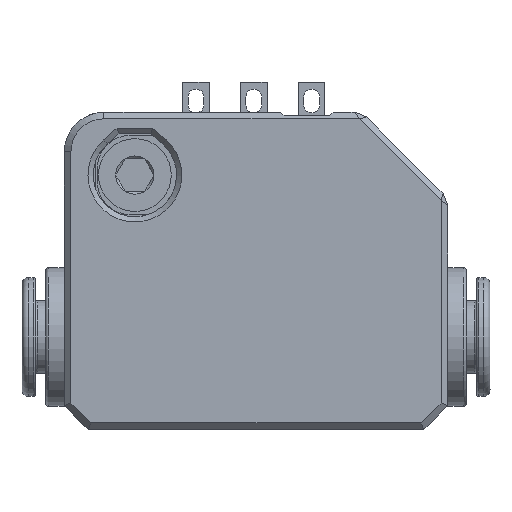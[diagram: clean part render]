
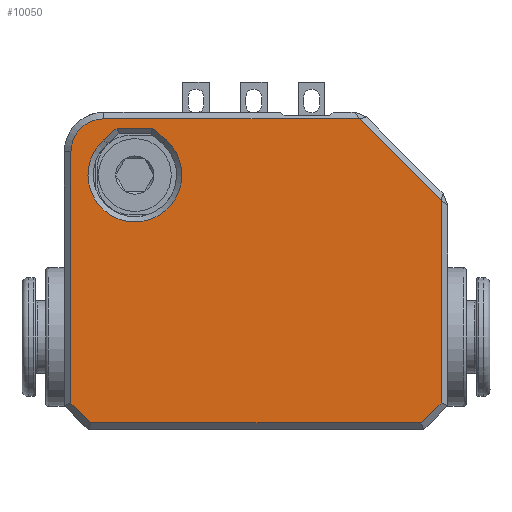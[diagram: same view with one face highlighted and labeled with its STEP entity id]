
A CAD part, left-side view. The second image highlights one B-rep face of the part: STEP entity #10050.
In plain terms, the highlighted face is planar.
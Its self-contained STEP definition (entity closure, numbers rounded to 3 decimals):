
#848=LINE('',#16988,#1723);
#851=LINE('',#16998,#1726);
#854=LINE('',#17003,#1729);
#862=LINE('',#17026,#1737);
#863=LINE('',#17028,#1738);
#864=LINE('',#17030,#1739);
#865=LINE('',#17032,#1740);
#866=LINE('',#17036,#1741);
#867=LINE('',#17038,#1742);
#868=LINE('',#17039,#1743);
#1723=VECTOR('',#13565,10.);
#1726=VECTOR('',#13576,10.);
#1729=VECTOR('',#13581,10.);
#1737=VECTOR('',#13601,10.);
#1738=VECTOR('',#13602,10.);
#1739=VECTOR('',#13603,10.);
#1740=VECTOR('',#13604,10.);
#1741=VECTOR('',#13607,10.);
#1742=VECTOR('',#13608,10.);
#1743=VECTOR('',#13609,10.);
#2269=FACE_BOUND('',#3684,.T.);
#2487=PLANE('',#11141);
#3047=FACE_OUTER_BOUND('',#3683,.T.);
#3683=EDGE_LOOP('',(#8780,#8781,#8782,#8783,#8784,#8785,#8786,#8787));
#3684=EDGE_LOOP('',(#8788,#8789,#8790,#8791));
#4262=CIRCLE('',#11133,3.55);
#4266=CIRCLE('',#11142,2.5);
#4990=VERTEX_POINT('',#16985);
#4991=VERTEX_POINT('',#16987);
#4993=VERTEX_POINT('',#16993);
#4994=VERTEX_POINT('',#16997);
#5003=VERTEX_POINT('',#17024);
#5004=VERTEX_POINT('',#17025);
#5005=VERTEX_POINT('',#17027);
#5006=VERTEX_POINT('',#17029);
#5007=VERTEX_POINT('',#17031);
#5008=VERTEX_POINT('',#17033);
#5009=VERTEX_POINT('',#17035);
#5010=VERTEX_POINT('',#17037);
#6279=EDGE_CURVE('',#4990,#4991,#848,.T.);
#6283=EDGE_CURVE('',#4993,#4990,#4262,.T.);
#6284=EDGE_CURVE('',#4994,#4993,#851,.T.);
#6287=EDGE_CURVE('',#4991,#4994,#854,.T.);
#6298=EDGE_CURVE('',#5003,#5004,#862,.T.);
#6299=EDGE_CURVE('',#5005,#5003,#863,.T.);
#6300=EDGE_CURVE('',#5006,#5005,#864,.T.);
#6301=EDGE_CURVE('',#5007,#5006,#865,.T.);
#6302=EDGE_CURVE('',#5008,#5007,#4266,.T.);
#6303=EDGE_CURVE('',#5009,#5008,#866,.T.);
#6304=EDGE_CURVE('',#5010,#5009,#867,.T.);
#6305=EDGE_CURVE('',#5004,#5010,#868,.T.);
#8780=ORIENTED_EDGE('',*,*,#6298,.F.);
#8781=ORIENTED_EDGE('',*,*,#6299,.F.);
#8782=ORIENTED_EDGE('',*,*,#6300,.F.);
#8783=ORIENTED_EDGE('',*,*,#6301,.F.);
#8784=ORIENTED_EDGE('',*,*,#6302,.F.);
#8785=ORIENTED_EDGE('',*,*,#6303,.F.);
#8786=ORIENTED_EDGE('',*,*,#6304,.F.);
#8787=ORIENTED_EDGE('',*,*,#6305,.F.);
#8788=ORIENTED_EDGE('',*,*,#6279,.F.);
#8789=ORIENTED_EDGE('',*,*,#6283,.F.);
#8790=ORIENTED_EDGE('',*,*,#6284,.F.);
#8791=ORIENTED_EDGE('',*,*,#6287,.F.);
#10050=ADVANCED_FACE('',(#3047,#2269),#2487,.T.);
#11133=AXIS2_PLACEMENT_3D('',#16995,#13572,#13573);
#11141=AXIS2_PLACEMENT_3D('',#17023,#13599,#13600);
#11142=AXIS2_PLACEMENT_3D('',#17034,#13605,#13606);
#13565=DIRECTION('',(-0.665,0.747,0.));
#13572=DIRECTION('center_axis',(0.,0.,-1.));
#13573=DIRECTION('ref_axis',(1.,0.,0.));
#13576=DIRECTION('',(0.665,0.747,0.));
#13581=DIRECTION('',(0.,1.,0.));
#13599=DIRECTION('center_axis',(0.,0.,-1.));
#13600=DIRECTION('ref_axis',(-1.,0.,0.));
#13601=DIRECTION('',(0.707,0.707,0.));
#13602=DIRECTION('',(1.,0.,0.));
#13603=DIRECTION('',(0.707,-0.707,0.));
#13604=DIRECTION('',(0.,-1.,0.));
#13605=DIRECTION('center_axis',(0.,0.,1.));
#13606=DIRECTION('ref_axis',(-0.707,0.707,0.));
#13607=DIRECTION('',(-1.,0.,0.));
#13608=DIRECTION('',(-0.707,0.707,0.));
#13609=DIRECTION('',(0.,1.,0.));
#16985=CARTESIAN_POINT('',(-1.9,14.649,-5.5));
#16987=CARTESIAN_POINT('',(-2.8,15.659,-5.5));
#16988=CARTESIAN_POINT('',(2.52,9.69,-5.5));
#16993=CARTESIAN_POINT('',(-1.9,19.373,-5.5));
#16995=CARTESIAN_POINT('Origin',(0.75,17.011,-5.5));
#16997=CARTESIAN_POINT('',(-2.8,18.364,-5.5));
#16998=CARTESIAN_POINT('',(-2.625,18.56,-5.5));
#17003=CARTESIAN_POINT('',(-2.8,12.031,-5.5));
#17023=CARTESIAN_POINT('Origin',(10.,5.85,-5.5));
#17024=CARTESIAN_POINT('',(17.993,-6.15,-5.5));
#17025=CARTESIAN_POINT('',(19.5,-4.643,-5.5));
#17026=CARTESIAN_POINT('',(19.371,-4.771,-5.5));
#17027=CARTESIAN_POINT('',(2.707,-6.15,-5.5));
#17028=CARTESIAN_POINT('',(5.,-6.15,-5.5));
#17029=CARTESIAN_POINT('',(-3.5,0.057,-5.5));
#17030=CARTESIAN_POINT('',(-0.021,-3.421,-5.5));
#17031=CARTESIAN_POINT('',(-3.5,19.35,-5.5));
#17032=CARTESIAN_POINT('',(-3.5,12.1,-5.5));
#17033=CARTESIAN_POINT('',(-1.,21.85,-5.5));
#17034=CARTESIAN_POINT('Origin',(-1.,19.35,-5.5));
#17035=CARTESIAN_POINT('',(17.993,21.85,-5.5));
#17036=CARTESIAN_POINT('',(15.,21.85,-5.5));
#17037=CARTESIAN_POINT('',(19.5,20.343,-5.5));
#17038=CARTESIAN_POINT('',(20.371,19.471,-5.5));
#17039=CARTESIAN_POINT('',(19.5,-0.4,-5.5));
